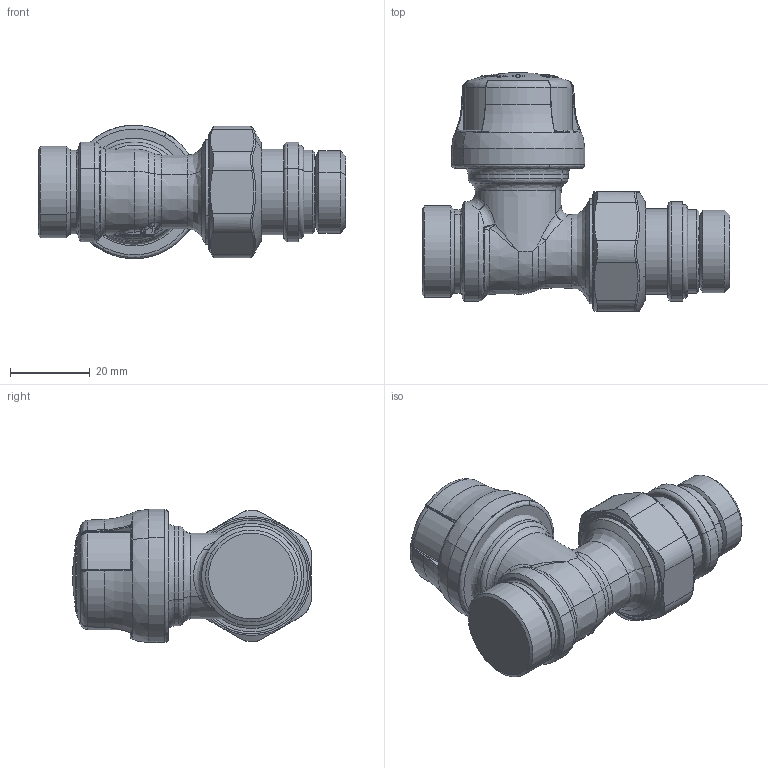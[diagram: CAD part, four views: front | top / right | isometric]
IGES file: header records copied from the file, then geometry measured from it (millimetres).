
Start section:  PTC IGES file: _da_convertire0001_sw0001.igs
Global section: file name: _da_convertire0001_sw0001.igs; native system: Creo Parametric by PTC Inc.; preprocessor: 2016050; author: sparenzan; organization: Unknown; date: 20170201.115028; units: inch
Bounding box: 77 x 59.8 x 33.39 mm (x, y, z)
Surface area: 16323 mm2 (no closed solid volume)
Topology: 0 solids, 0 shells, 493 faces, 2347 edges, 2302 vertices
Faces by surface type: bspline 248, revolution 233, extrusion 12
